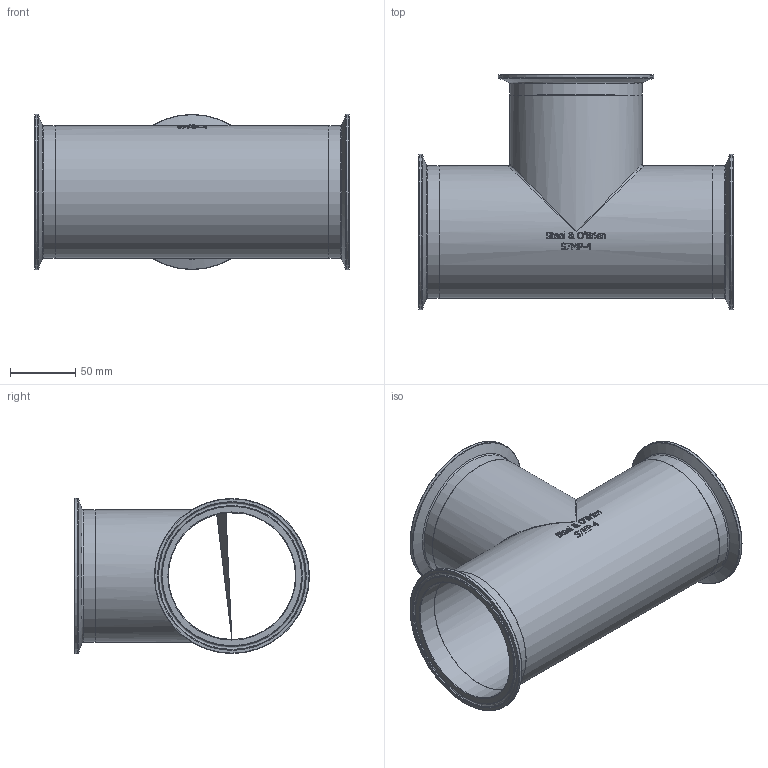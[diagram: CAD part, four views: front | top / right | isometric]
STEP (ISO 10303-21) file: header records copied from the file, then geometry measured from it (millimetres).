
FILE_DESCRIPTION(/* description */ (''),/* implementation_level */ '2;1');
FILE_NAME(/* name */ 'S7MP-4.stp',/* time_stamp */ '2018-11-29T08:55:08-05:00',/* author */ ('ken'),/* organization */ (''),/* preprocessor_version */ 'ST-DEVELOPER v15.2',/* originating_system */ 'Autodesk Inventor 2014',/* authorisation */ '');
FILE_SCHEMA (('AUTOMOTIVE_DESIGN { 1 0 10303 214 3 1 1 }'));
Length unit declared in the file: inch
Products named in the file (1): S7MP-4
Bounding box: 241.3 x 180.11 x 118.92 mm (x, y, z)
Volume: 232681.1 mm3; surface area: 206040.9 mm2
Topology: 1 solids, 1 shells, 366 faces, 944 edges, 614 vertices
Faces by surface type: bspline 145, plane 142, cylinder 43, torus 27, cone 9
Full cylindrical faces by diameter (mm): 97.384 x5, 101.6 x5, 118.923 x3
Entity records: 13614 total; most frequent: CARTESIAN_POINT 5618, ORIENTED_EDGE 1770, DIRECTION 1245, EDGE_CURVE 885, VERTEX_POINT 610, EDGE_LOOP 459, AXIS2_PLACEMENT_3D 424, LINE 397
